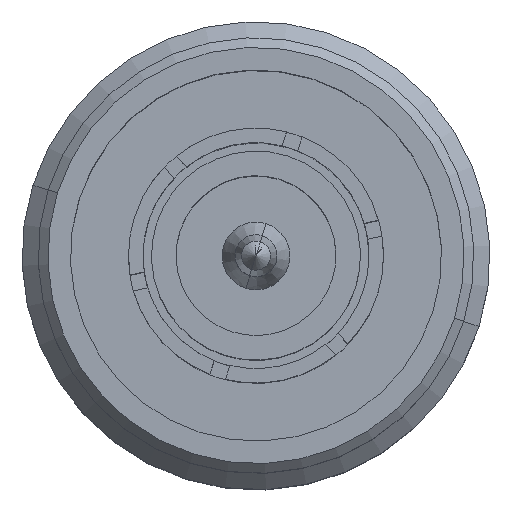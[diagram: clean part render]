
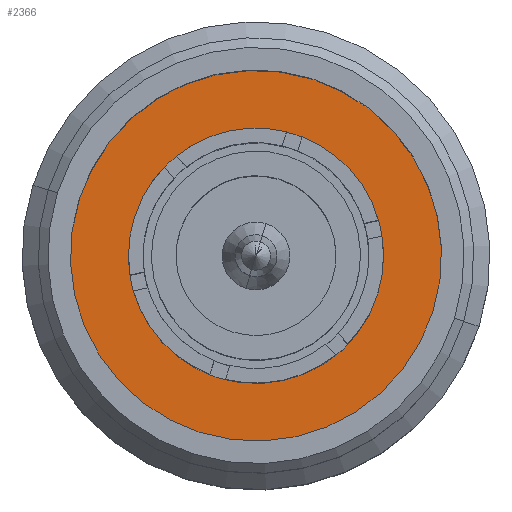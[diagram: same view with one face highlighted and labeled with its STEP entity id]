
A CAD part, top view. The second image highlights one B-rep face of the part: STEP entity #2366.
In plain terms, the highlighted face is planar.
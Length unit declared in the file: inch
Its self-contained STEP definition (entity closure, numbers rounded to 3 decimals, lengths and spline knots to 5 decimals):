
#18 = DIRECTION ( 'NONE',  ( 0., 0., 1. ) ) ;
#22 = EDGE_CURVE ( 'Edge9', #3065, #1946, #1754, .T. ) ;
#156 = AXIS2_PLACEMENT_3D ( 'NONE', #704, #2409, #731 ) ;
#229 = CARTESIAN_POINT ( 'NONE',  ( 0., 0.22441, 0. ) ) ;
#240 = DIRECTION ( 'NONE',  ( 0., 0., 1. ) ) ;
#313 = EDGE_LOOP ( 'NONE', ( #1018, #2571 ) ) ;
#362 = ORIENTED_EDGE ( 'NONE', *, *, #1988, .T. ) ;
#704 = CARTESIAN_POINT ( 'NONE',  ( 0., 0.22441, 0. ) ) ;
#731 = DIRECTION ( 'NONE',  ( 0., 0., 1. ) ) ;
#735 = PLANE ( 'NONE',  #2655 ) ;
#977 = ORIENTED_EDGE ( 'NONE', *, *, #1366, .T. ) ;
#1018 = ORIENTED_EDGE ( 'NONE', *, *, #2714, .F. ) ;
#1270 = CARTESIAN_POINT ( 'NONE',  ( 0., 0.22441, -0.15551 ) ) ;
#1366 = EDGE_CURVE ( 'Edge3', #1876, #1705, #2539, .T. ) ;
#1449 = CARTESIAN_POINT ( 'NONE',  ( 0., 0.22441, -0.22638 ) ) ;
#1479 = CARTESIAN_POINT ( 'NONE',  ( 0., 0.22441, 0. ) ) ;
#1491 = CARTESIAN_POINT ( 'NONE',  ( 0., 0.22441, 0.22638 ) ) ;
#1681 = CARTESIAN_POINT ( 'NONE',  ( 0., 0.22441, 0. ) ) ;
#1695 = FACE_BOUND ( 'NONE', #313, .T. ) ;
#1705 = VERTEX_POINT ( 'NONE', #1449 ) ;
#1754 = CIRCLE ( 'NONE', #2736, 0.15551 ) ;
#1839 = DIRECTION ( 'NONE',  ( 0., 0., 1. ) ) ;
#1855 = CARTESIAN_POINT ( 'NONE',  ( 0., 0.22441, 0.15551 ) ) ;
#1876 = VERTEX_POINT ( 'NONE', #1491 ) ;
#1935 = DIRECTION ( 'NONE',  ( 0., 1., 0. ) ) ;
#1946 = VERTEX_POINT ( 'NONE', #1270 ) ;
#1988 = EDGE_CURVE ( 'Edge3', #1705, #1876, #2748, .T. ) ;
#2090 = AXIS2_PLACEMENT_3D ( 'NONE', #229, #3190, #240 ) ;
#2301 = DIRECTION ( 'NONE',  ( 0., 0., 1. ) ) ;
#2315 = DIRECTION ( 'NONE',  ( 0., 1., 0. ) ) ;
#2366 = ADVANCED_FACE ( 'Face1', ( #2459, #1695 ), #735, .T. ) ;
#2409 = DIRECTION ( 'NONE',  ( 0., 1., 0. ) ) ;
#2459 = FACE_OUTER_BOUND ( 'NONE', #2784, .T. ) ;
#2539 = CIRCLE ( 'NONE', #156, 0.22638 ) ;
#2571 = ORIENTED_EDGE ( 'NONE', *, *, #22, .F. ) ;
#2573 = CARTESIAN_POINT ( 'NONE',  ( 0., 0.22441, 0. ) ) ;
#2655 = AXIS2_PLACEMENT_3D ( 'NONE', #1681, #1935, #18 ) ;
#2706 = CIRCLE ( 'NONE', #2090, 0.15551 ) ;
#2714 = EDGE_CURVE ( 'Edge9', #1946, #3065, #2706, .T. ) ;
#2736 = AXIS2_PLACEMENT_3D ( 'NONE', #2573, #2315, #2301 ) ;
#2748 = CIRCLE ( 'NONE', #2952, 0.22638 ) ;
#2784 = EDGE_LOOP ( 'NONE', ( #977, #362 ) ) ;
#2952 = AXIS2_PLACEMENT_3D ( 'NONE', #1479, #3128, #1839 ) ;
#3065 = VERTEX_POINT ( 'NONE', #1855 ) ;
#3128 = DIRECTION ( 'NONE',  ( 0., 1., 0. ) ) ;
#3190 = DIRECTION ( 'NONE',  ( 0., 1., 0. ) ) ;
